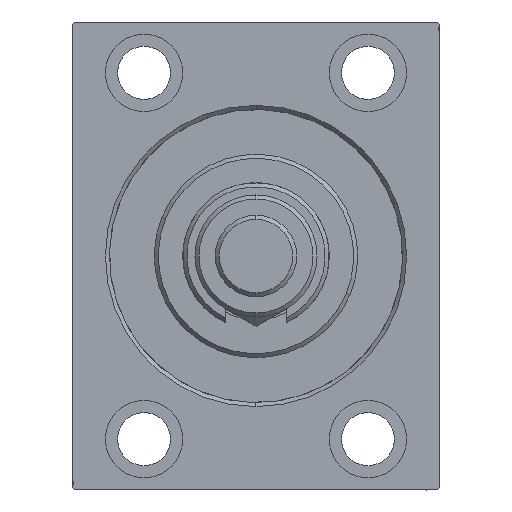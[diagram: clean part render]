
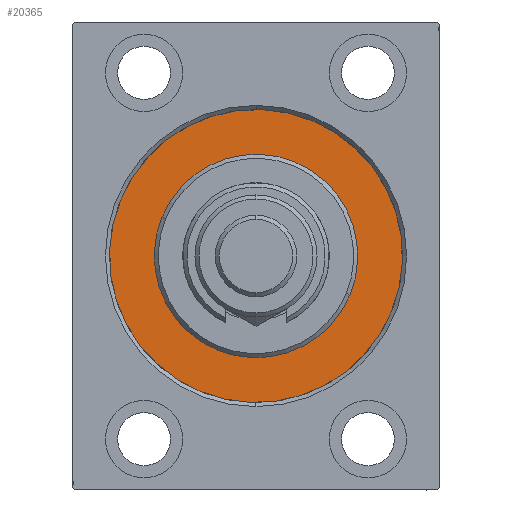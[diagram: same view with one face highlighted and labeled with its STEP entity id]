
A CAD part, left-side view. The second image highlights one B-rep face of the part: STEP entity #20365.
In plain terms, the highlighted face is planar.
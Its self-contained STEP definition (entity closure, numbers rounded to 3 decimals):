
#1433 = CARTESIAN_POINT ( 'NONE',  ( 0., 0., 36. ) ) ;
#1631 = ORIENTED_EDGE ( 'NONE', *, *, #13219, .F. ) ;
#4332 = FACE_BOUND ( 'NONE', #34580, .T. ) ;
#5165 = VERTEX_POINT ( 'NONE', #1433 ) ;
#5575 = AXIS2_PLACEMENT_3D ( 'NONE', #18722, #26025, #46569 ) ;
#5951 = DIRECTION ( 'NONE',  ( -1., 0., 0. ) ) ;
#9120 = CARTESIAN_POINT ( 'NONE',  ( 0., 0., -25. ) ) ;
#11214 = AXIS2_PLACEMENT_3D ( 'NONE', #46113, #20635, #13097 ) ;
#13097 = DIRECTION ( 'NONE',  ( 0., 0., 1. ) ) ;
#13219 = EDGE_CURVE ( 'NONE', #13565, #5165, #14435, .T. ) ;
#13565 = VERTEX_POINT ( 'NONE', #34579 ) ;
#13970 = CIRCLE ( 'NONE', #29791, 25. ) ;
#14435 = CIRCLE ( 'NONE', #38559, 36. ) ;
#15059 = CARTESIAN_POINT ( 'NONE',  ( 0., 0., 25. ) ) ;
#17287 = DIRECTION ( 'NONE',  ( 0., 0., 1. ) ) ;
#18722 = CARTESIAN_POINT ( 'NONE',  ( 0., 0., 0. ) ) ;
#19277 = DIRECTION ( 'NONE',  ( 1., 0., 0. ) ) ;
#20365 = ADVANCED_FACE ( 'NONE', ( #4332, #28866 ), #43243, .F. ) ;
#20635 = DIRECTION ( 'NONE',  ( -1., 0., 0. ) ) ;
#23814 = VERTEX_POINT ( 'NONE', #9120 ) ;
#23816 = DIRECTION ( 'NONE',  ( 0., 0., -1. ) ) ;
#26025 = DIRECTION ( 'NONE',  ( -1., 0., 0. ) ) ;
#28866 = FACE_OUTER_BOUND ( 'NONE', #29678, .T. ) ;
#29651 = DIRECTION ( 'NONE',  ( 0., 0., -1. ) ) ;
#29678 = EDGE_LOOP ( 'NONE', ( #1631, #29748 ) ) ;
#29721 = EDGE_CURVE ( 'NONE', #29736, #23814, #13970, .T. ) ;
#29736 = VERTEX_POINT ( 'NONE', #15059 ) ;
#29748 = ORIENTED_EDGE ( 'NONE', *, *, #43652, .F. ) ;
#29791 = AXIS2_PLACEMENT_3D ( 'NONE', #31364, #35603, #23816 ) ;
#31364 = CARTESIAN_POINT ( 'NONE',  ( 0., 0., 0. ) ) ;
#31579 = CIRCLE ( 'NONE', #11214, 36. ) ;
#32308 = CIRCLE ( 'NONE', #36084, 25. ) ;
#34579 = CARTESIAN_POINT ( 'NONE',  ( 0., 0., -36. ) ) ;
#34580 = EDGE_LOOP ( 'NONE', ( #41921, #46357 ) ) ;
#35434 = CARTESIAN_POINT ( 'NONE',  ( 0., 0., 0. ) ) ;
#35603 = DIRECTION ( 'NONE',  ( 1., 0., 0. ) ) ;
#36084 = AXIS2_PLACEMENT_3D ( 'NONE', #44272, #19277, #29651 ) ;
#38559 = AXIS2_PLACEMENT_3D ( 'NONE', #35434, #5951, #17287 ) ;
#41921 = ORIENTED_EDGE ( 'NONE', *, *, #29721, .F. ) ;
#43069 = EDGE_CURVE ( 'NONE', #23814, #29736, #32308, .T. ) ;
#43243 = PLANE ( 'NONE',  #5575 ) ;
#43652 = EDGE_CURVE ( 'NONE', #5165, #13565, #31579, .T. ) ;
#44272 = CARTESIAN_POINT ( 'NONE',  ( 0., 0., 0. ) ) ;
#46113 = CARTESIAN_POINT ( 'NONE',  ( 0., 0., 0. ) ) ;
#46357 = ORIENTED_EDGE ( 'NONE', *, *, #43069, .F. ) ;
#46569 = DIRECTION ( 'NONE',  ( 0., 0., 1. ) ) ;
